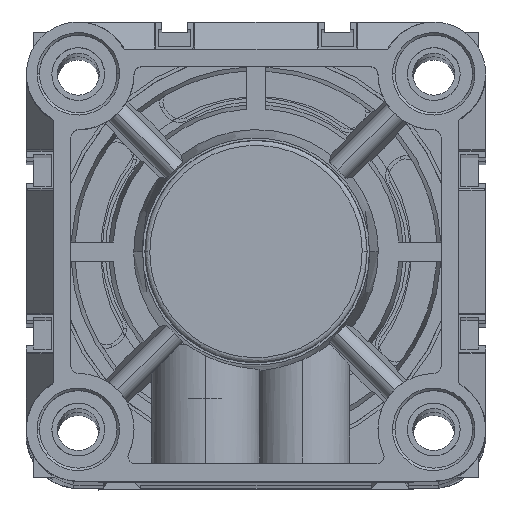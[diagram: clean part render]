
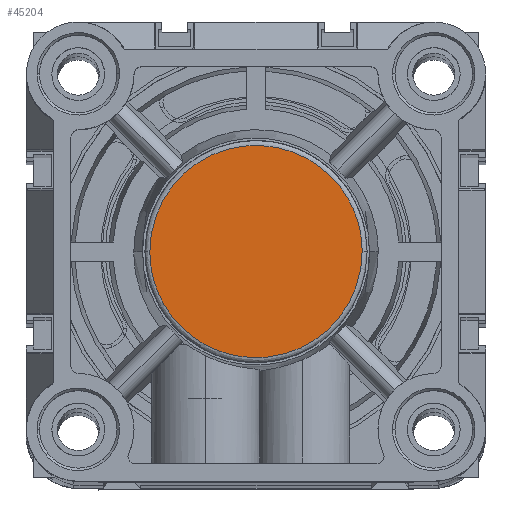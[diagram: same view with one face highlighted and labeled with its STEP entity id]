
A CAD part, top view. The second image highlights one B-rep face of the part: STEP entity #45204.
In plain terms, the highlighted planar face has unit normal (0, 0, 1).
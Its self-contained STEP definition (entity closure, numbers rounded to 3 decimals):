
#1340 = VERTEX_POINT ( 'NONE', #34744 ) ;
#2038 = CARTESIAN_POINT ( 'NONE',  ( 62.5, 41., 40. ) ) ;
#3728 = CARTESIAN_POINT ( 'NONE',  ( 62.5, 84., 40. ) ) ;
#4023 = FACE_OUTER_BOUND ( 'NONE', #36906, .T. ) ;
#4959 = ORIENTED_EDGE ( 'NONE', *, *, #40181, .F. ) ;
#9391 = CARTESIAN_POINT ( 'NONE',  ( 62.5, -2., 40. ) ) ;
#13155 = CARTESIAN_POINT ( 'NONE',  ( 19.5, -2., 40. ) ) ;
#18473 = CARTESIAN_POINT ( 'NONE',  ( 19.5, 84., 40. ) ) ;
#24642 = VERTEX_POINT ( 'NONE', #35286 ) ;
#25974 = AXIS2_PLACEMENT_3D ( 'NONE', #45922, #30989, #31312 ) ;
#27572 = PLANE ( 'NONE',  #25974 ) ;
#29700 = CARTESIAN_POINT ( 'NONE',  ( 62.5, 41., 40. ) ) ;
#29835 =( BOUNDED_CURVE ( )  B_SPLINE_CURVE ( 3, ( #44351, #18473, #3728, #29700 ),
 .UNSPECIFIED., .F., .F. ) 
 B_SPLINE_CURVE_WITH_KNOTS ( ( 4, 4 ),
 ( 0., 1. ),
 .UNSPECIFIED. ) 
 CURVE ( )  GEOMETRIC_REPRESENTATION_ITEM ( )  RATIONAL_B_SPLINE_CURVE ( ( 0.957, 0.319, 0.319, 0.957 ) ) 
 REPRESENTATION_ITEM ( '' )  );
#30989 = DIRECTION ( 'NONE',  ( 0., 0., 1. ) ) ;
#31312 = DIRECTION ( 'NONE',  ( 1., 0., 0. ) ) ;
#32480 = ORIENTED_EDGE ( 'NONE', *, *, #44999, .F. ) ;
#34744 = CARTESIAN_POINT ( 'NONE',  ( 19.5, 41., 40. ) ) ;
#35286 = CARTESIAN_POINT ( 'NONE',  ( 62.5, 41., 40. ) ) ;
#36906 = EDGE_LOOP ( 'NONE', ( #32480, #4959 ) ) ;
#39126 = CARTESIAN_POINT ( 'NONE',  ( 19.5, 41., 40. ) ) ;
#40181 = EDGE_CURVE ( 'NONE', #24642, #1340, #41349, .T. ) ;
#41349 =( BOUNDED_CURVE ( )  B_SPLINE_CURVE ( 3, ( #2038, #9391, #13155, #39126 ),
 .UNSPECIFIED., .F., .F. ) 
 B_SPLINE_CURVE_WITH_KNOTS ( ( 4, 4 ),
 ( 0., 1. ),
 .UNSPECIFIED. ) 
 CURVE ( )  GEOMETRIC_REPRESENTATION_ITEM ( )  RATIONAL_B_SPLINE_CURVE ( ( 0.957, 0.319, 0.319, 0.957 ) ) 
 REPRESENTATION_ITEM ( '' )  );
#44351 = CARTESIAN_POINT ( 'NONE',  ( 19.5, 41., 40. ) ) ;
#44999 = EDGE_CURVE ( 'NONE', #1340, #24642, #29835, .T. ) ;
#45204 = ADVANCED_FACE ( 'NONE', ( #4023 ), #27572, .T. ) ;
#45922 = CARTESIAN_POINT ( 'NONE',  ( 19.242, 19.242, 40. ) ) ;
